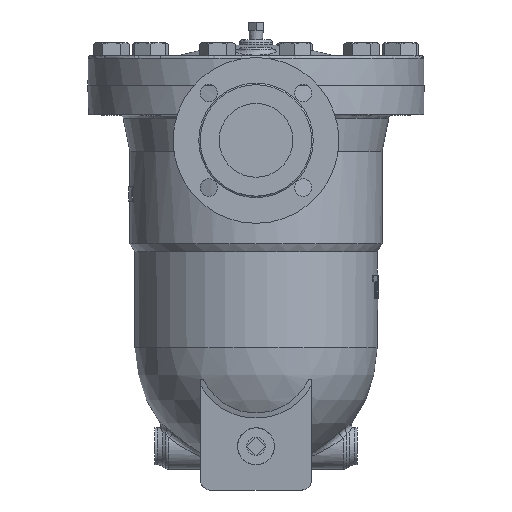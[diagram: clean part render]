
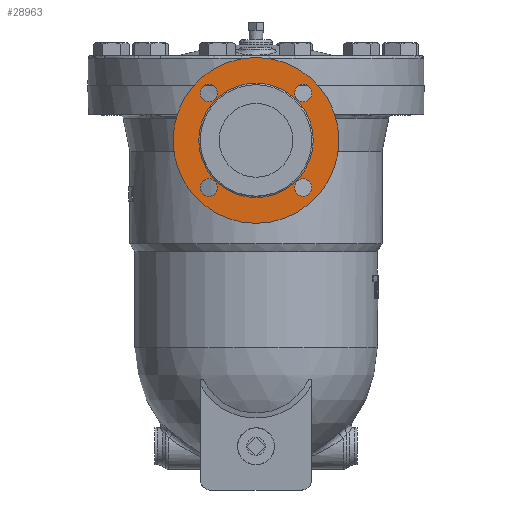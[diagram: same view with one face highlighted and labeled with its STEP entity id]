
A CAD part, left-side view. The second image highlights one B-rep face of the part: STEP entity #28963.
In plain terms, the highlighted planar face has unit normal (-1, 0, 0).
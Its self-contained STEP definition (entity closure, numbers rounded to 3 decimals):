
#28753=CARTESIAN_POINT('',(-249.,-51.265,-120.765));
#28754=VERTEX_POINT('',#28753);
#28755=CARTESIAN_POINT('',(-249.,-51.265,-111.265));
#28756=DIRECTION('',(1.0,0.0,0.0));
#28757=DIRECTION('',(0.0,0.0,-1.0));
#28758=AXIS2_PLACEMENT_3D('',#28755,#28756,#28757);
#28759=CIRCLE('',#28758,9.5);
#28760=EDGE_CURVE('',#28754,#28754,#28759,.T.);
#28900=CARTESIAN_POINT('',(-249.0,0.0,15.25));
#28901=DIRECTION('',(-1.0,0.0,0.0));
#28902=DIRECTION('',(0.0,0.0,1.0));
#28903=AXIS2_PLACEMENT_3D('',#28900,#28901,#28902);
#28904=PLANE('',#28903);
#28905=CARTESIAN_POINT('',(-249.0,0.0,30.));
#28906=VERTEX_POINT('',#28905);
#28907=CARTESIAN_POINT('',(-249.0,0.0,-60.));
#28908=DIRECTION('',(-1.0,0.0,0.0));
#28909=DIRECTION('',(0.0,0.0,1.0));
#28910=AXIS2_PLACEMENT_3D('',#28907,#28908,#28909);
#28911=CIRCLE('',#28910,90.0);
#28912=EDGE_CURVE('',#28906,#28906,#28911,.T.);
#28913=ORIENTED_EDGE('',*,*,#28912,.T.);
#28914=EDGE_LOOP('',(#28913));
#28915=FACE_OUTER_BOUND('',#28914,.T.);
#28916=CARTESIAN_POINT('',(-249.,60.765,-111.265));
#28917=VERTEX_POINT('',#28916);
#28918=CARTESIAN_POINT('',(-249.,51.265,-111.265));
#28919=DIRECTION('',(1.0,0.0,0.0));
#28920=DIRECTION('',(0.0,1.0,0.0));
#28921=AXIS2_PLACEMENT_3D('',#28918,#28919,#28920);
#28922=CIRCLE('',#28921,9.5);
#28923=EDGE_CURVE('',#28917,#28917,#28922,.T.);
#28924=ORIENTED_EDGE('',*,*,#28923,.T.);
#28925=EDGE_LOOP('',(#28924));
#28926=FACE_BOUND('',#28925,.T.);
#28927=CARTESIAN_POINT('',(-249.,0.0,2.1));
#28928=VERTEX_POINT('',#28927);
#28929=CARTESIAN_POINT('',(-249.,0.0,-60.));
#28930=DIRECTION('',(-1.0,0.0,0.0));
#28931=DIRECTION('',(0.0,0.0,-1.0));
#28932=AXIS2_PLACEMENT_3D('',#28929,#28930,#28931);
#28933=CIRCLE('',#28932,62.1);
#28934=EDGE_CURVE('',#28928,#28928,#28933,.T.);
#28935=ORIENTED_EDGE('',*,*,#28934,.F.);
#28936=EDGE_LOOP('',(#28935));
#28937=FACE_BOUND('',#28936,.T.);
#28938=CARTESIAN_POINT('',(-249.,-60.765,-8.735));
#28939=VERTEX_POINT('',#28938);
#28940=CARTESIAN_POINT('',(-249.,-51.265,-8.735));
#28941=DIRECTION('',(1.0,0.0,0.0));
#28942=DIRECTION('',(0.0,-1.0,0.0));
#28943=AXIS2_PLACEMENT_3D('',#28940,#28941,#28942);
#28944=CIRCLE('',#28943,9.5);
#28945=EDGE_CURVE('',#28939,#28939,#28944,.T.);
#28946=ORIENTED_EDGE('',*,*,#28945,.T.);
#28947=EDGE_LOOP('',(#28946));
#28948=FACE_BOUND('',#28947,.T.);
#28949=CARTESIAN_POINT('',(-249.,51.265,0.765));
#28950=VERTEX_POINT('',#28949);
#28951=CARTESIAN_POINT('',(-249.,51.265,-8.735));
#28952=DIRECTION('',(1.0,0.0,0.0));
#28953=DIRECTION('',(0.0,0.0,1.0));
#28954=AXIS2_PLACEMENT_3D('',#28951,#28952,#28953);
#28955=CIRCLE('',#28954,9.5);
#28956=EDGE_CURVE('',#28950,#28950,#28955,.T.);
#28957=ORIENTED_EDGE('',*,*,#28956,.T.);
#28958=EDGE_LOOP('',(#28957));
#28959=FACE_BOUND('',#28958,.T.);
#28960=ORIENTED_EDGE('',*,*,#28760,.T.);
#28961=EDGE_LOOP('',(#28960));
#28962=FACE_BOUND('',#28961,.T.);
#28963=ADVANCED_FACE('',(#28915,#28926,#28937,#28948,#28959,#28962),#28904,.T.);
